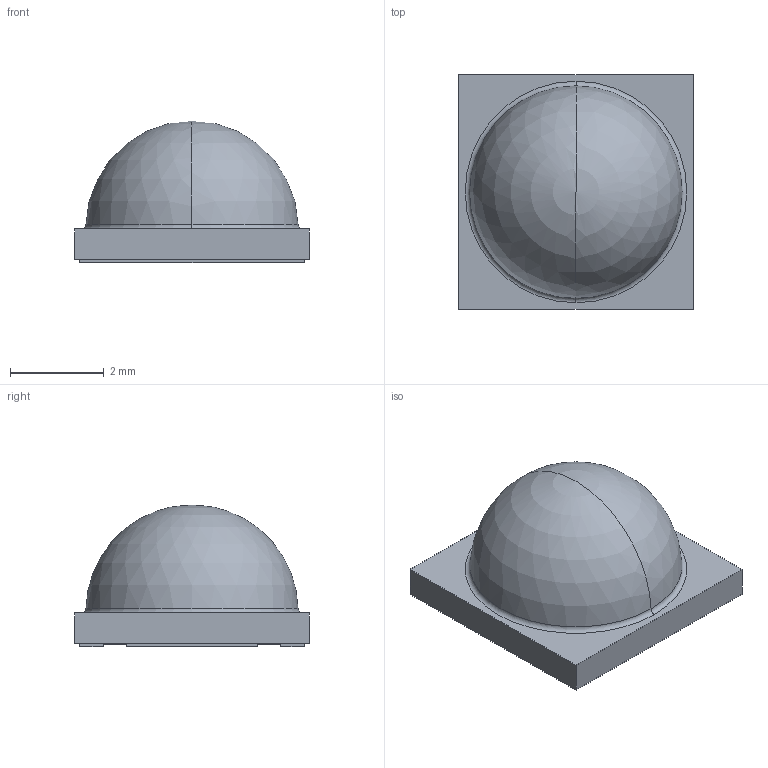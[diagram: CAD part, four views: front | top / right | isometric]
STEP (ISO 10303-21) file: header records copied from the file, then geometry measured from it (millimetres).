
FILE_DESCRIPTION((''),'2;1');
FILE_NAME('PRT0001','2011-03-03T',('myoumans'),(''),'PRO/ENGINEER BY PARAMETRIC TECHNOLOGY CORPORATION, 2009220','PRO/ENGINEER BY PARAMETRIC TECHNOLOGY CORPORATION, 2009220','');
FILE_SCHEMA(('CONFIG_CONTROL_DESIGN'));
Length unit declared in the file: millimetre
Products named in the file (1): PRT0001
Bounding box: 5 x 5 x 3.02 mm (x, y, z)
Volume: 42.3 mm3; surface area: 101.2 mm2
Topology: 1 solids, 2 shells, 63 faces, 154 edges, 99 vertices
Faces by surface type: plane 40, cylinder 11, cone 8, torus 2, sphere 2
Entity records: 1870 total; most frequent: DIRECTION 318, CARTESIAN_POINT 314, ORIENTED_EDGE 304, EDGE_CURVE 152, VECTOR 112, LINE 112, AXIS2_PLACEMENT_3D 103, VERTEX_POINT 99
